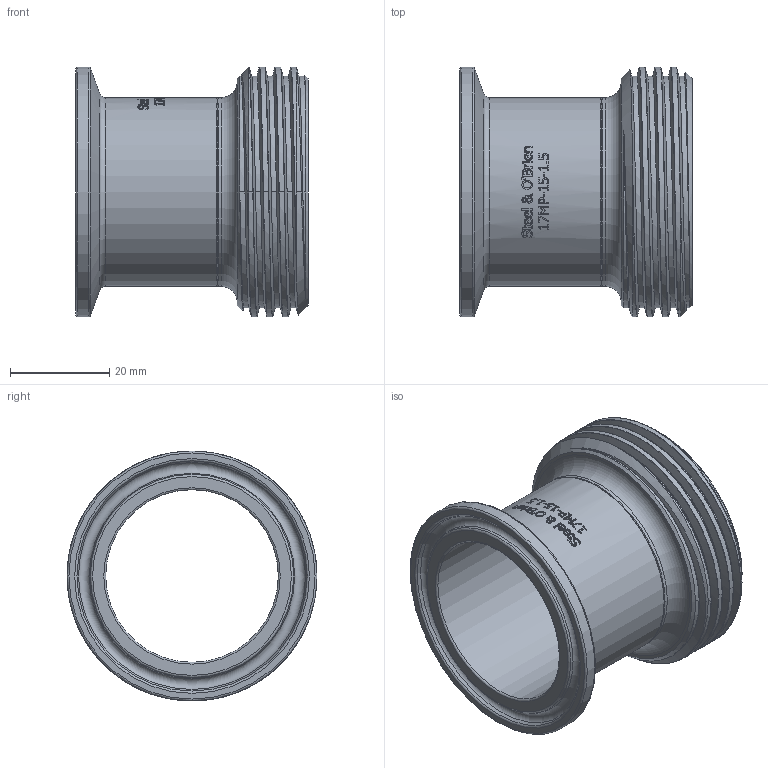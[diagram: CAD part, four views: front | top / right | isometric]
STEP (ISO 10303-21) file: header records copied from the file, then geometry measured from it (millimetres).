
FILE_DESCRIPTION(/* description */ (''),/* implementation_level */ '2;1');
FILE_NAME(/* name */ '17MP-15-1.5.stp',/* time_stamp */ '2022-01-05T10:27:13-05:00',/* author */ ('rick'),/* organization */ (''),/* preprocessor_version */ 'ST-DEVELOPER v18.1',/* originating_system */ 'Autodesk Inventor 2020',/* authorisation */ '');
FILE_SCHEMA (('AUTOMOTIVE_DESIGN { 1 0 10303 214 3 1 1 }'));
Length unit declared in the file: inch
Products named in the file (1): 17MP-15-1.5
Bounding box: 46.84 x 50.39 x 50.39 mm (x, y, z)
Volume: 20638 mm3; surface area: 15653.9 mm2
Topology: 1 solids, 1 shells, 400 faces, 1108 edges, 746 vertices
Faces by surface type: plane 168, bspline 162, cylinder 50, torus 12, cone 8
Full cylindrical faces by diameter (mm): 34.798 x2, 38.1 x2, 46.736 x4, 50.394 x4
Entity records: 18844 total; most frequent: CARTESIAN_POINT 9406, ORIENTED_EDGE 2216, DIRECTION 1506, EDGE_CURVE 1108, VERTEX_POINT 746, AXIS2_PLACEMENT_3D 509, LINE 488, VECTOR 488
